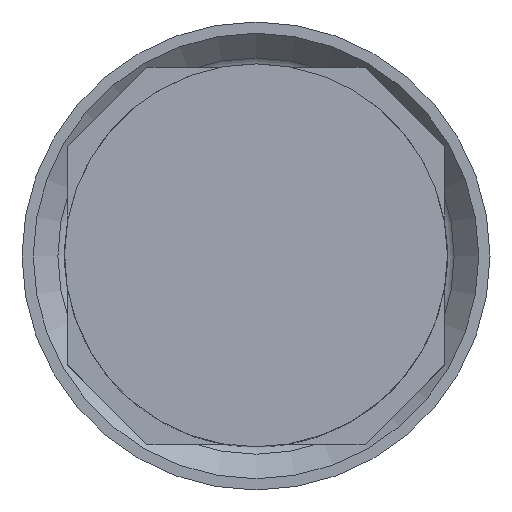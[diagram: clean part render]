
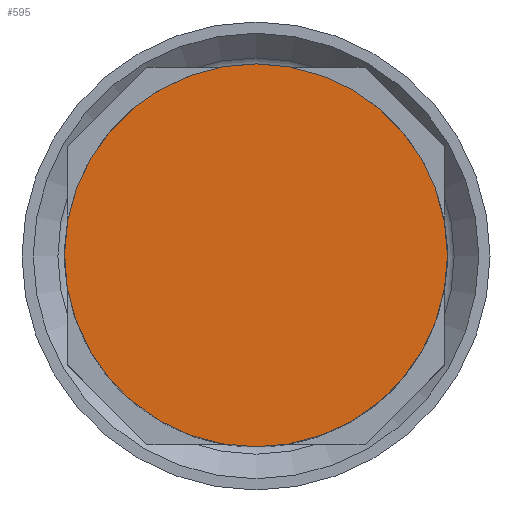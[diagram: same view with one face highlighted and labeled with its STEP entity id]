
A CAD part, top view. The second image highlights one B-rep face of the part: STEP entity #595.
In plain terms, the highlighted planar face has unit normal (0, 0, 1).
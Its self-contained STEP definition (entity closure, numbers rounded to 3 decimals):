
#40=CIRCLE('',#665,36.);
#141=ORIENTED_EDGE('',*,*,#255,.F.);
#255=EDGE_CURVE('',#317,#317,#40,.T.);
#317=VERTEX_POINT('',#983);
#460=EDGE_LOOP('',(#141));
#514=FACE_BOUND('',#460,.T.);
#566=PLANE('',#667);
#595=ADVANCED_FACE('',(#514),#566,.F.);
#665=AXIS2_PLACEMENT_3D('',#982,#793,#794);
#667=AXIS2_PLACEMENT_3D('',#985,#797,#798);
#793=DIRECTION('',(0.,0.,-1.));
#794=DIRECTION('',(1.,0.,0.));
#797=DIRECTION('',(0.,0.,-1.));
#798=DIRECTION('',(-1.,0.,0.));
#982=CARTESIAN_POINT('',(0.,0.,69.84));
#983=CARTESIAN_POINT('',(36.,0.,69.84));
#985=CARTESIAN_POINT('',(0.,0.,69.84));
